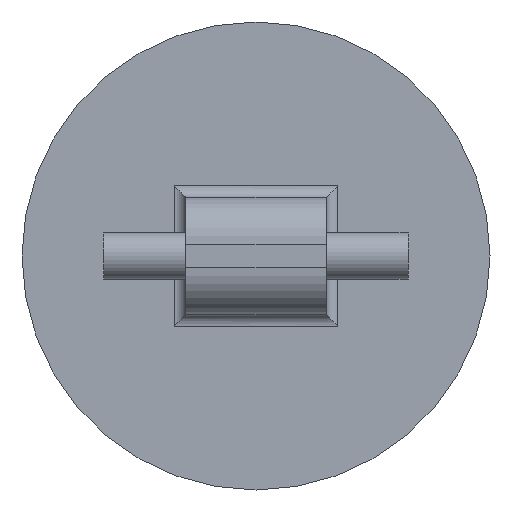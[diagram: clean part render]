
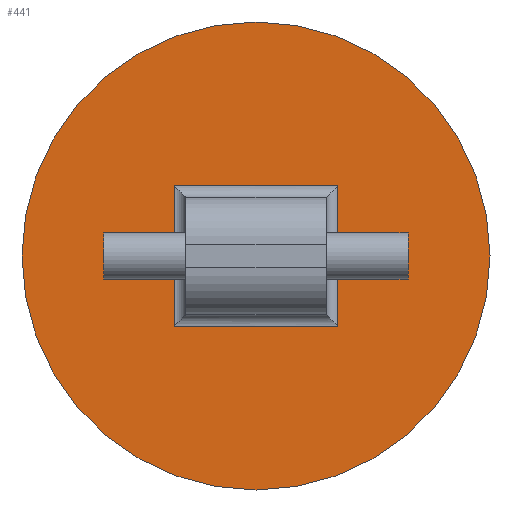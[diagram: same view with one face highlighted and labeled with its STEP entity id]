
A CAD part, front view. The second image highlights one B-rep face of the part: STEP entity #441.
In plain terms, the highlighted planar face has unit normal (0, -1, 0).
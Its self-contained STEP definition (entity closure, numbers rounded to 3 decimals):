
#7 = LINE ( 'NONE', #627, #376 ) ;
#20 = CIRCLE ( 'NONE', #200, 50. ) ;
#52 = CARTESIAN_POINT ( 'NONE',  ( 17.5, 0., 0. ) ) ;
#103 = CARTESIAN_POINT ( 'NONE',  ( 0., 0., -50. ) ) ;
#123 = ORIENTED_EDGE ( 'NONE', *, *, #191, .F. ) ;
#128 = ORIENTED_EDGE ( 'NONE', *, *, #933, .T. ) ;
#143 = FACE_OUTER_BOUND ( 'NONE', #727, .T. ) ;
#191 = EDGE_CURVE ( 'NONE', #661, #1119, #620, .T. ) ;
#200 = AXIS2_PLACEMENT_3D ( 'NONE', #1188, #226, #1000 ) ;
#226 = DIRECTION ( 'NONE',  ( 0., 1., 0. ) ) ;
#255 = VERTEX_POINT ( 'NONE', #829 ) ;
#261 = ORIENTED_EDGE ( 'NONE', *, *, #1074, .T. ) ;
#281 = CARTESIAN_POINT ( 'NONE',  ( 17.5, 0., -15. ) ) ;
#296 = DIRECTION ( 'NONE',  ( 0., 0., 1. ) ) ;
#311 = LINE ( 'NONE', #1329, #989 ) ;
#318 = DIRECTION ( 'NONE',  ( 0., 0., 1. ) ) ;
#376 = VECTOR ( 'NONE', #296, 1000. ) ;
#441 = ADVANCED_FACE ( 'NONE', ( #729, #143 ), #851, .F. ) ;
#459 = EDGE_CURVE ( 'NONE', #1119, #661, #20, .T. ) ;
#485 = DIRECTION ( 'NONE',  ( 0., 0., -1. ) ) ;
#499 = CARTESIAN_POINT ( 'NONE',  ( -17.5, 0., 15. ) ) ;
#522 = VERTEX_POINT ( 'NONE', #499 ) ;
#532 = DIRECTION ( 'NONE',  ( 1., 0., 0. ) ) ;
#566 = DIRECTION ( 'NONE',  ( 0., 0., 1. ) ) ;
#587 = VERTEX_POINT ( 'NONE', #932 ) ;
#612 = ORIENTED_EDGE ( 'NONE', *, *, #459, .F. ) ;
#615 = EDGE_CURVE ( 'NONE', #255, #626, #699, .T. ) ;
#620 = CIRCLE ( 'NONE', #1408, 50. ) ;
#626 = VERTEX_POINT ( 'NONE', #281 ) ;
#627 = CARTESIAN_POINT ( 'NONE',  ( -17.5, 0., 12.5 ) ) ;
#661 = VERTEX_POINT ( 'NONE', #103 ) ;
#699 = LINE ( 'NONE', #52, #938 ) ;
#727 = EDGE_LOOP ( 'NONE', ( #123, #612 ) ) ;
#729 = FACE_BOUND ( 'NONE', #1358, .T. ) ;
#733 = CARTESIAN_POINT ( 'NONE',  ( 0., 0., 50. ) ) ;
#819 = VECTOR ( 'NONE', #1403, 1000. ) ;
#829 = CARTESIAN_POINT ( 'NONE',  ( 17.5, 0., 15. ) ) ;
#851 = PLANE ( 'NONE',  #1052 ) ;
#853 = CARTESIAN_POINT ( 'NONE',  ( 0., 0., -15. ) ) ;
#860 = LINE ( 'NONE', #853, #819 ) ;
#915 = DIRECTION ( 'NONE',  ( 0., 1., 0. ) ) ;
#932 = CARTESIAN_POINT ( 'NONE',  ( -17.5, 0., -15. ) ) ;
#933 = EDGE_CURVE ( 'NONE', #522, #255, #311, .T. ) ;
#938 = VECTOR ( 'NONE', #485, 1000. ) ;
#959 = EDGE_CURVE ( 'NONE', #626, #587, #860, .T. ) ;
#971 = ORIENTED_EDGE ( 'NONE', *, *, #959, .T. ) ;
#989 = VECTOR ( 'NONE', #532, 1000. ) ;
#1000 = DIRECTION ( 'NONE',  ( 0., 0., 1. ) ) ;
#1052 = AXIS2_PLACEMENT_3D ( 'NONE', #1350, #1114, #318 ) ;
#1074 = EDGE_CURVE ( 'NONE', #587, #522, #7, .T. ) ;
#1114 = DIRECTION ( 'NONE',  ( 0., 1., 0. ) ) ;
#1119 = VERTEX_POINT ( 'NONE', #733 ) ;
#1188 = CARTESIAN_POINT ( 'NONE',  ( 0., 0., 0. ) ) ;
#1218 = ORIENTED_EDGE ( 'NONE', *, *, #615, .T. ) ;
#1249 = CARTESIAN_POINT ( 'NONE',  ( 0., 0., 0. ) ) ;
#1329 = CARTESIAN_POINT ( 'NONE',  ( 0., 0., 15. ) ) ;
#1350 = CARTESIAN_POINT ( 'NONE',  ( 0., 0., 0. ) ) ;
#1358 = EDGE_LOOP ( 'NONE', ( #261, #128, #1218, #971 ) ) ;
#1403 = DIRECTION ( 'NONE',  ( -1., 0., 0. ) ) ;
#1408 = AXIS2_PLACEMENT_3D ( 'NONE', #1249, #915, #566 ) ;
